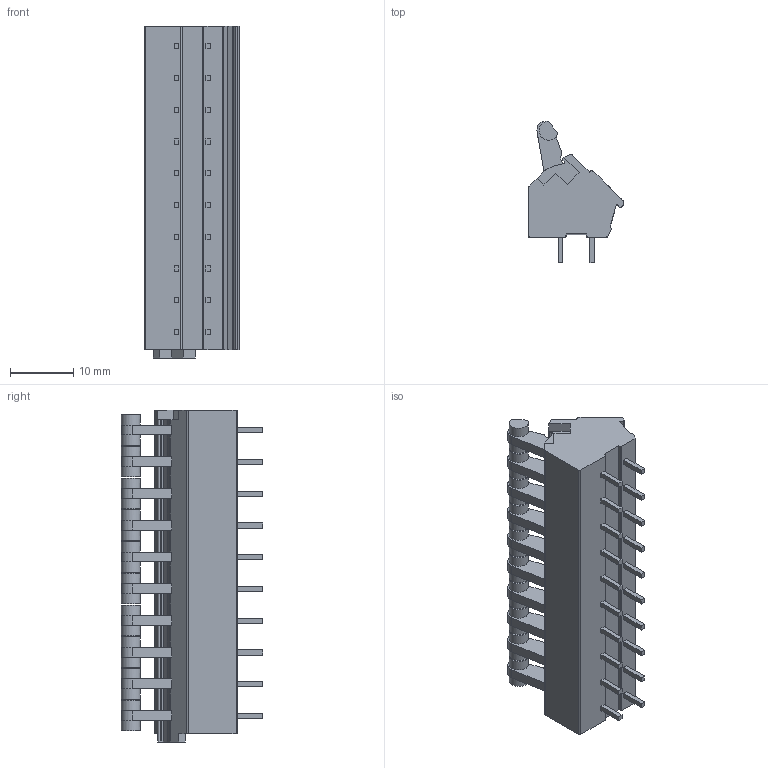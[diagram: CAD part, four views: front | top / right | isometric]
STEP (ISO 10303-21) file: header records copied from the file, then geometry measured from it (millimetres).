
FILE_DESCRIPTION((''),'2;1');
FILE_NAME('PRT0001','2024-10-15T09:59:54',('tluser'),(''),'CREO PARAMETRIC BY PTC INC, 2018100','CREO PARAMETRIC BY PTC INC, 2018100','');
FILE_SCHEMA(('CONFIG_CONTROL_DESIGN'));
Length unit declared in the file: millimetre
Products named in the file (1): PRT0001
Bounding box: 15 x 22.27 x 52.3 mm (x, y, z)
Volume: 7002.2 mm3; surface area: 4512.3 mm2
Topology: 1 solids, 1 shells, 778 faces, 1948 edges, 1202 vertices
Faces by surface type: plane 353, cylinder 325, bspline 50, sphere 20, torus 20, cone 10
Entity records: 27190 total; most frequent: CARTESIAN_POINT 8778, ORIENTED_EDGE 3896, DIRECTION 3754, EDGE_CURVE 1948, AXIS2_PLACEMENT_3D 1258, VECTOR 1238, LINE 1238, VERTEX_POINT 1202
